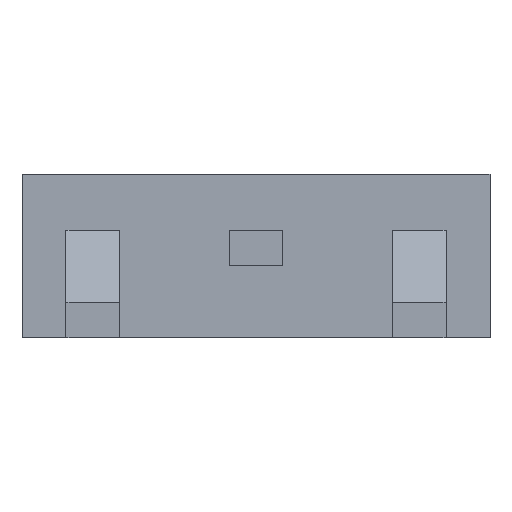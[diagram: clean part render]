
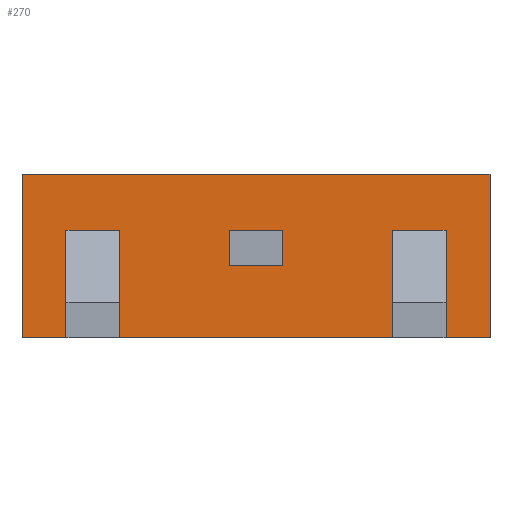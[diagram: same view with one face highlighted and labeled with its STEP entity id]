
A CAD part, front view. The second image highlights one B-rep face of the part: STEP entity #270.
In plain terms, the highlighted planar face has unit normal (0, -1, 0).
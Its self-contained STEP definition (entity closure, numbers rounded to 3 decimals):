
#246 = EDGE_CURVE ( 'NONE', #261, #252, #1698, .T. ) ;
#247 = EDGE_LOOP ( 'NONE', ( #248, #311, #313, #314 ) ) ;
#248 = ORIENTED_EDGE ( 'NONE', *, *, #308, .T. ) ;
#250 = ORIENTED_EDGE ( 'NONE', *, *, #251, .F. ) ;
#251 = EDGE_CURVE ( 'NONE', #252, #280, #1694, .T. ) ;
#252 = VERTEX_POINT ( 'NONE', #1755 ) ;
#253 = ORIENTED_EDGE ( 'NONE', *, *, #246, .F. ) ;
#254 = ORIENTED_EDGE ( 'NONE', *, *, #255, .F. ) ;
#255 = EDGE_CURVE ( 'NONE', #280, #282, #1754, .T. ) ;
#260 = EDGE_CURVE ( 'NONE', #282, #261, #1740, .T. ) ;
#261 = VERTEX_POINT ( 'NONE', #1736 ) ;
#270 = ADVANCED_FACE ( 'NONE', ( #1782, #1781, #1780, #1779 ), #1764, .F. ) ;
#280 = VERTEX_POINT ( 'NONE', #1787 ) ;
#281 = ORIENTED_EDGE ( 'NONE', *, *, #260, .F. ) ;
#282 = VERTEX_POINT ( 'NONE', #1833 ) ;
#293 = EDGE_CURVE ( 'NONE', #294, #319, #1850, .T. ) ;
#294 = VERTEX_POINT ( 'NONE', #1816 ) ;
#295 = ORIENTED_EDGE ( 'NONE', *, *, #296, .F. ) ;
#296 = EDGE_CURVE ( 'NONE', #297, #294, #1821, .T. ) ;
#297 = VERTEX_POINT ( 'NONE', #1817 ) ;
#298 = ORIENTED_EDGE ( 'NONE', *, *, #299, .F. ) ;
#299 = EDGE_CURVE ( 'NONE', #320, #297, #1837, .T. ) ;
#300 = EDGE_LOOP ( 'NONE', ( #301, #305, #325, #328 ) ) ;
#301 = ORIENTED_EDGE ( 'NONE', *, *, #302, .F. ) ;
#302 = EDGE_CURVE ( 'NONE', #303, #304, #1904, .T. ) ;
#303 = VERTEX_POINT ( 'NONE', #1900 ) ;
#304 = VERTEX_POINT ( 'NONE', #1899 ) ;
#305 = ORIENTED_EDGE ( 'NONE', *, *, #306, .F. ) ;
#306 = EDGE_CURVE ( 'NONE', #307, #303, #1898, .T. ) ;
#307 = VERTEX_POINT ( 'NONE', #1894 ) ;
#308 = EDGE_CURVE ( 'NONE', #309, #310, #1969, .T. ) ;
#309 = VERTEX_POINT ( 'NONE', #1965 ) ;
#310 = VERTEX_POINT ( 'NONE', #1964 ) ;
#311 = ORIENTED_EDGE ( 'NONE', *, *, #312, .F. ) ;
#312 = EDGE_CURVE ( 'NONE', #1222, #310, #1963, .T. ) ;
#313 = ORIENTED_EDGE ( 'NONE', *, *, #1142, .F. ) ;
#314 = ORIENTED_EDGE ( 'NONE', *, *, #315, .T. ) ;
#315 = EDGE_CURVE ( 'NONE', #1221, #309, #1959, .T. ) ;
#316 = EDGE_LOOP ( 'NONE', ( #317, #321, #295, #298 ) ) ;
#317 = ORIENTED_EDGE ( 'NONE', *, *, #318, .F. ) ;
#318 = EDGE_CURVE ( 'NONE', #319, #320, #1955, .T. ) ;
#319 = VERTEX_POINT ( 'NONE', #1951 ) ;
#320 = VERTEX_POINT ( 'NONE', #1950 ) ;
#321 = ORIENTED_EDGE ( 'NONE', *, *, #293, .F. ) ;
#323 = EDGE_LOOP ( 'NONE', ( #281, #254, #250, #253 ) ) ;
#325 = ORIENTED_EDGE ( 'NONE', *, *, #326, .F. ) ;
#326 = EDGE_CURVE ( 'NONE', #327, #307, #1949, .T. ) ;
#327 = VERTEX_POINT ( 'NONE', #1945 ) ;
#328 = ORIENTED_EDGE ( 'NONE', *, *, #329, .F. ) ;
#329 = EDGE_CURVE ( 'NONE', #304, #327, #1943, .T. ) ;
#1142 = EDGE_CURVE ( 'NONE', #1221, #1222, #4284, .T. ) ;
#1221 = VERTEX_POINT ( 'NONE', #4439 ) ;
#1222 = VERTEX_POINT ( 'NONE', #4501 ) ;
#1429 = CARTESIAN_POINT ( 'NONE',  ( 1.92, -0.6, 1.02 ) ) ;
#1694 = LINE ( 'NONE', #1429, #1757 ) ;
#1695 = DIRECTION ( 'NONE',  ( 0., 0., -1. ) ) ;
#1696 = VECTOR ( 'NONE', #1695, 1000. ) ;
#1697 = CARTESIAN_POINT ( 'NONE',  ( 1.92, -0.6, 1.52 ) ) ;
#1698 = LINE ( 'NONE', #1697, #1696 ) ;
#1736 = CARTESIAN_POINT ( 'NONE',  ( 1.92, -0.6, 1.52 ) ) ;
#1737 = DIRECTION ( 'NONE',  ( -1., 0., 0. ) ) ;
#1738 = VECTOR ( 'NONE', #1737, 1000. ) ;
#1739 = CARTESIAN_POINT ( 'NONE',  ( 1.92, -0.6, 1.52 ) ) ;
#1740 = LINE ( 'NONE', #1739, #1738 ) ;
#1751 = DIRECTION ( 'NONE',  ( 0., 0., 1. ) ) ;
#1752 = VECTOR ( 'NONE', #1751, 1000. ) ;
#1753 = CARTESIAN_POINT ( 'NONE',  ( 2.68, -0.6, 1.52 ) ) ;
#1754 = LINE ( 'NONE', #1753, #1752 ) ;
#1755 = CARTESIAN_POINT ( 'NONE',  ( 1.92, -0.6, 1.02 ) ) ;
#1756 = DIRECTION ( 'NONE',  ( 1., 0., 0. ) ) ;
#1757 = VECTOR ( 'NONE', #1756, 1000. ) ;
#1760 = DIRECTION ( 'NONE',  ( -1., 0., 0. ) ) ;
#1761 = DIRECTION ( 'NONE',  ( 0., 1., 0. ) ) ;
#1762 = CARTESIAN_POINT ( 'NONE',  ( -3.3, -0.6, 2.31 ) ) ;
#1763 = AXIS2_PLACEMENT_3D ( 'NONE', #1762, #1761, #1760 ) ;
#1764 = PLANE ( 'NONE',  #1763 ) ;
#1779 = FACE_BOUND ( 'NONE', #300, .T. ) ;
#1780 = FACE_BOUND ( 'NONE', #316, .T. ) ;
#1781 = FACE_OUTER_BOUND ( 'NONE', #247, .T. ) ;
#1782 = FACE_BOUND ( 'NONE', #323, .T. ) ;
#1787 = CARTESIAN_POINT ( 'NONE',  ( 2.68, -0.6, 1.02 ) ) ;
#1816 = CARTESIAN_POINT ( 'NONE',  ( -1.92, -0.6, 1.02 ) ) ;
#1817 = CARTESIAN_POINT ( 'NONE',  ( -2.68, -0.6, 1.02 ) ) ;
#1818 = DIRECTION ( 'NONE',  ( 1., 0., 0. ) ) ;
#1819 = VECTOR ( 'NONE', #1818, 1000. ) ;
#1820 = CARTESIAN_POINT ( 'NONE',  ( -2.68, -0.6, 1.02 ) ) ;
#1821 = LINE ( 'NONE', #1820, #1819 ) ;
#1833 = CARTESIAN_POINT ( 'NONE',  ( 2.68, -0.6, 1.52 ) ) ;
#1835 = VECTOR ( 'NONE', #1905, 1000. ) ;
#1836 = CARTESIAN_POINT ( 'NONE',  ( -2.68, -0.6, 1.52 ) ) ;
#1837 = LINE ( 'NONE', #1836, #1835 ) ;
#1849 = CARTESIAN_POINT ( 'NONE',  ( -1.92, -0.6, 1.52 ) ) ;
#1850 = LINE ( 'NONE', #1849, #1852 ) ;
#1851 = DIRECTION ( 'NONE',  ( 0., 0., 1. ) ) ;
#1852 = VECTOR ( 'NONE', #1851, 1000. ) ;
#1894 = CARTESIAN_POINT ( 'NONE',  ( 0.38, -0.6, 1.52 ) ) ;
#1895 = DIRECTION ( 'NONE',  ( -1., 0., 0. ) ) ;
#1896 = VECTOR ( 'NONE', #1895, 1000. ) ;
#1897 = CARTESIAN_POINT ( 'NONE',  ( -0.38, -0.6, 1.52 ) ) ;
#1898 = LINE ( 'NONE', #1897, #1896 ) ;
#1899 = CARTESIAN_POINT ( 'NONE',  ( -0.38, -0.6, 1.02 ) ) ;
#1900 = CARTESIAN_POINT ( 'NONE',  ( -0.38, -0.6, 1.52 ) ) ;
#1901 = DIRECTION ( 'NONE',  ( 0., 0., -1. ) ) ;
#1902 = VECTOR ( 'NONE', #1901, 1000. ) ;
#1903 = CARTESIAN_POINT ( 'NONE',  ( -0.38, -0.6, 1.52 ) ) ;
#1904 = LINE ( 'NONE', #1903, #1902 ) ;
#1905 = DIRECTION ( 'NONE',  ( 0., 0., -1. ) ) ;
#1940 = DIRECTION ( 'NONE',  ( 1., 0., 0. ) ) ;
#1941 = VECTOR ( 'NONE', #1940, 1000. ) ;
#1942 = CARTESIAN_POINT ( 'NONE',  ( -0.38, -0.6, 1.02 ) ) ;
#1943 = LINE ( 'NONE', #1942, #1941 ) ;
#1945 = CARTESIAN_POINT ( 'NONE',  ( 0.38, -0.6, 1.02 ) ) ;
#1946 = DIRECTION ( 'NONE',  ( 0., 0., 1. ) ) ;
#1947 = VECTOR ( 'NONE', #1946, 1000. ) ;
#1948 = CARTESIAN_POINT ( 'NONE',  ( 0.38, -0.6, 1.52 ) ) ;
#1949 = LINE ( 'NONE', #1948, #1947 ) ;
#1950 = CARTESIAN_POINT ( 'NONE',  ( -2.68, -0.6, 1.52 ) ) ;
#1951 = CARTESIAN_POINT ( 'NONE',  ( -1.92, -0.6, 1.52 ) ) ;
#1952 = DIRECTION ( 'NONE',  ( -1., 0., 0. ) ) ;
#1953 = VECTOR ( 'NONE', #1952, 1000. ) ;
#1954 = CARTESIAN_POINT ( 'NONE',  ( -2.68, -0.6, 1.52 ) ) ;
#1955 = LINE ( 'NONE', #1954, #1953 ) ;
#1956 = DIRECTION ( 'NONE',  ( 0., 0., -1. ) ) ;
#1957 = VECTOR ( 'NONE', #1956, 1000. ) ;
#1958 = CARTESIAN_POINT ( 'NONE',  ( -3.3, -0.6, 2.31 ) ) ;
#1959 = LINE ( 'NONE', #1958, #1957 ) ;
#1960 = DIRECTION ( 'NONE',  ( 0., 0., -1. ) ) ;
#1961 = VECTOR ( 'NONE', #1960, 1000. ) ;
#1962 = CARTESIAN_POINT ( 'NONE',  ( 3.3, -0.6, 2.31 ) ) ;
#1963 = LINE ( 'NONE', #1962, #1961 ) ;
#1964 = CARTESIAN_POINT ( 'NONE',  ( 3.3, -0.6, 0.01 ) ) ;
#1965 = CARTESIAN_POINT ( 'NONE',  ( -3.3, -0.6, 0.01 ) ) ;
#1966 = DIRECTION ( 'NONE',  ( 1., 0., 0. ) ) ;
#1967 = VECTOR ( 'NONE', #1966, 1000. ) ;
#1968 = CARTESIAN_POINT ( 'NONE',  ( -3.3, -0.6, 0.01 ) ) ;
#1969 = LINE ( 'NONE', #1968, #1967 ) ;
#4281 = DIRECTION ( 'NONE',  ( 1., 0., 0. ) ) ;
#4282 = VECTOR ( 'NONE', #4281, 1000. ) ;
#4283 = CARTESIAN_POINT ( 'NONE',  ( -3.3, -0.6, 2.31 ) ) ;
#4284 = LINE ( 'NONE', #4283, #4282 ) ;
#4439 = CARTESIAN_POINT ( 'NONE',  ( -3.3, -0.6, 2.31 ) ) ;
#4501 = CARTESIAN_POINT ( 'NONE',  ( 3.3, -0.6, 2.31 ) ) ;
